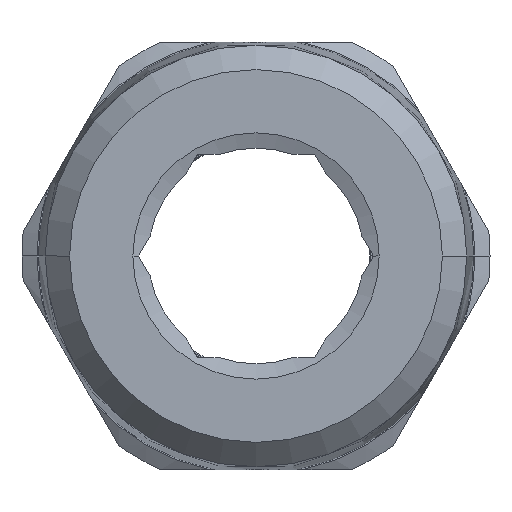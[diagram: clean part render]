
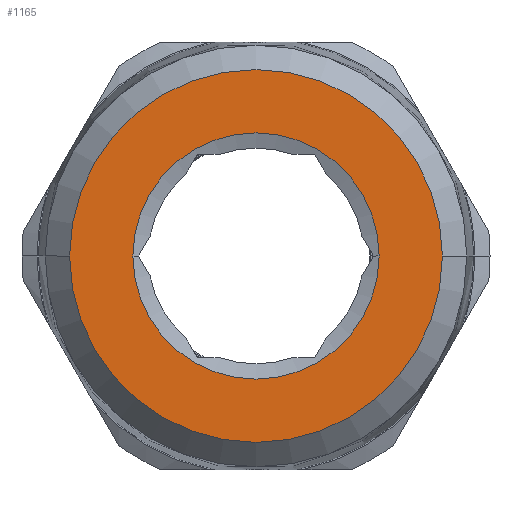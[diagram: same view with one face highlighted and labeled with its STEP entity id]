
A CAD part, front view. The second image highlights one B-rep face of the part: STEP entity #1165.
In plain terms, the highlighted planar face has unit normal (0, -1, 0).
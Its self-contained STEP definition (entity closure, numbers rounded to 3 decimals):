
#1165=ADVANCED_FACE('',(#2748,#2749),#2750,.T.);
#2748=FACE_OUTER_BOUND('',#6109,.T.);
#2749=FACE_BOUND('',#6110,.T.);
#2750=PLANE('',#6111);
#6109=EDGE_LOOP('',(#11488,#11489));
#6110=EDGE_LOOP('',(#11490,#11491));
#6111=AXIS2_PLACEMENT_3D('',#11492,#11493,#11494);
#11488=ORIENTED_EDGE('',*,*,#16554,.F.);
#11489=ORIENTED_EDGE('',*,*,#16280,.F.);
#11490=ORIENTED_EDGE('',*,*,#16555,.F.);
#11491=ORIENTED_EDGE('',*,*,#16556,.F.);
#11492=CARTESIAN_POINT('',(0.0,-17.35,0.0));
#11493=DIRECTION('',(0.0,-1.0,0.0));
#11494=DIRECTION('',(0.0,0.0,-1.0));
#16280=EDGE_CURVE('',#19188,#19191,#19192,.T.);
#16554=EDGE_CURVE('',#19191,#19188,#19621,.T.);
#16555=EDGE_CURVE('',#19622,#19623,#19624,.T.);
#16556=EDGE_CURVE('',#19623,#19622,#19625,.T.);
#19188=VERTEX_POINT('',#23920);
#19191=VERTEX_POINT('',#23924);
#19192=CIRCLE('',#23925,9.16);
#19621=CIRCLE('',#24818,9.16);
#19622=VERTEX_POINT('',#24819);
#19623=VERTEX_POINT('',#24820);
#19624=CIRCLE('',#24821,6.05);
#19625=CIRCLE('',#24822,6.05);
#23920=CARTESIAN_POINT('',(9.16,-17.35,0.));
#23924=CARTESIAN_POINT('',(-9.16,-17.35,0.0));
#23925=AXIS2_PLACEMENT_3D('',#29420,#29421,#29422);
#24818=AXIS2_PLACEMENT_3D('',#29775,#29776,#29777);
#24819=CARTESIAN_POINT('',(-6.05,-17.35,0.0));
#24820=CARTESIAN_POINT('',(6.05,-17.35,0.));
#24821=AXIS2_PLACEMENT_3D('',#29778,#29779,#29780);
#24822=AXIS2_PLACEMENT_3D('',#29781,#29782,#29783);
#29420=CARTESIAN_POINT('',(0.0,-17.35,0.0));
#29421=DIRECTION('',(-0.0,1.0,0.0));
#29422=DIRECTION('',(1.0,0.0,0.0));
#29775=CARTESIAN_POINT('',(0.0,-17.35,0.0));
#29776=DIRECTION('',(-0.0,1.0,0.0));
#29777=DIRECTION('',(1.0,0.0,0.0));
#29778=CARTESIAN_POINT('',(0.0,-17.35,0.0));
#29779=DIRECTION('',(0.0,-1.0,0.0));
#29780=DIRECTION('',(1.0,0.0,0.0));
#29781=CARTESIAN_POINT('',(0.0,-17.35,0.0));
#29782=DIRECTION('',(0.0,-1.0,0.0));
#29783=DIRECTION('',(1.0,0.0,0.0));
